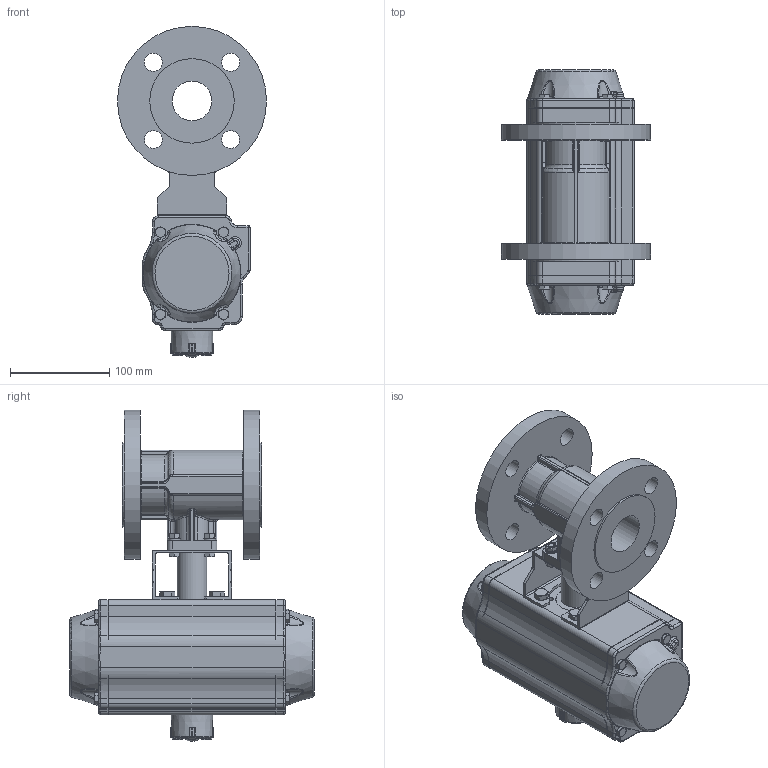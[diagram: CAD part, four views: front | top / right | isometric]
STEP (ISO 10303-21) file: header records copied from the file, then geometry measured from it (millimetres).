
FILE_DESCRIPTION(/* description */ ('Unknown'),/* implementation_level */ '2;1');
FILE_NAME(/* name */ 'FR04 0909-08',/* time_stamp */ '2022-11-15T11:44:37+01:00',/* author */ ('Unknown'),/* organization */ ('Unknown'),/* preprocessor_version */ 'ST-DEVELOPER v16.7',/* originating_system */ 'Solid Edge',/* authorisation */ 'Unknown');
FILE_SCHEMA (('AUTOMOTIVE_DESIGN {1 0 10303 214 3 1 1}'));
Length unit declared in the file: millimetre
Products named in the file (16): DW70_FR52-4.150_160.040; 4.150_160.040; DIN558_M_6x20.1.3; Brücke F07-F05; DIN126-M6; WUERTH 03226 hexagonal nut DIN 934  M6 A2 BLK_EDST; DIN 933 M8x16 A2-70 BLK_EDST; DW05_FR04_(DW110_FR81); ____; ________(___________; _____________; ______; hexagon head bolts--product grade c gb_GB_FASTENER_BOLT_HHBC M6X30-N; cup head nib bolts with large head gb_GB_FASTENER_BOLT_CHNBW M6X25-N; KP-88; 49860316_Spindeladapter Edelstahl_SW17x17x15_Tasche 14x14x13_BL.65_ø3
0
Assembly tree (36 placements, depth 4):
  DW70_FR52-4.150_160.040
    4.150_160.040
    DIN558_M_6x20.1.3  x4
    Brücke F07-F05
    DIN126-M6  x4
    WUERTH 03226 hexagonal nut DIN 934  M6 A2 BLK_EDST  x4
    DIN 933 M8x16 A2-70 BLK_EDST  x4
    DW05_FR04_(DW110_FR81)
      ____
        ________(___________  x2
        _____________  x2
        ______
      hexagon head bolts--product grade c gb_GB_FASTENER_BOLT_HHBC M6X30-N  x8
      cup head nib bolts with large head gb_GB_FASTENER_BOLT_CHNBW M6X25-N
      KP-88
    49860316_Spindeladapter Edelstahl_SW17x17x15_Tasche 14x14x13_BL.65_ø3
0
Bounding box: 150 x 246 x 333.31 mm (x, y, z)
Volume: 3323211 mm3; surface area: 311072.6 mm2
Topology: 34 solids, 34 shells, 1523 faces, 3650 edges, 2207 vertices
Faces by surface type: plane 518, cylinder 472, bspline 202, cone 157, torus 147, sphere 27
Full cylindrical faces by diameter (mm): 3 x16, 3.3 x10, 4.2 x4, 4.66 x1, 4.917 x6, 5 x17, 6 x13, 6.2 x1, 6.3 x4, 6.6 x4, 6.8 x4, 7 x4, 8 x4, 8.8 x2, 9 x4, 12 x4, 13 x4, 18 x8, 24.6 x1, 24.8 x1, 30 x2, 35 x1, 35.2 x1, 38.5 x1, 40 x1, 85 x2, 150 x2
Entity records: 40330 total; most frequent: CARTESIAN_POINT 13244, DIRECTION 5098, ORIENTED_EDGE 4952, EDGE_CURVE 2476, AXIS2_PLACEMENT_3D 2069, VERTEX_POINT 1594, FACE_BOUND 1356, EDGE_LOOP 1328
